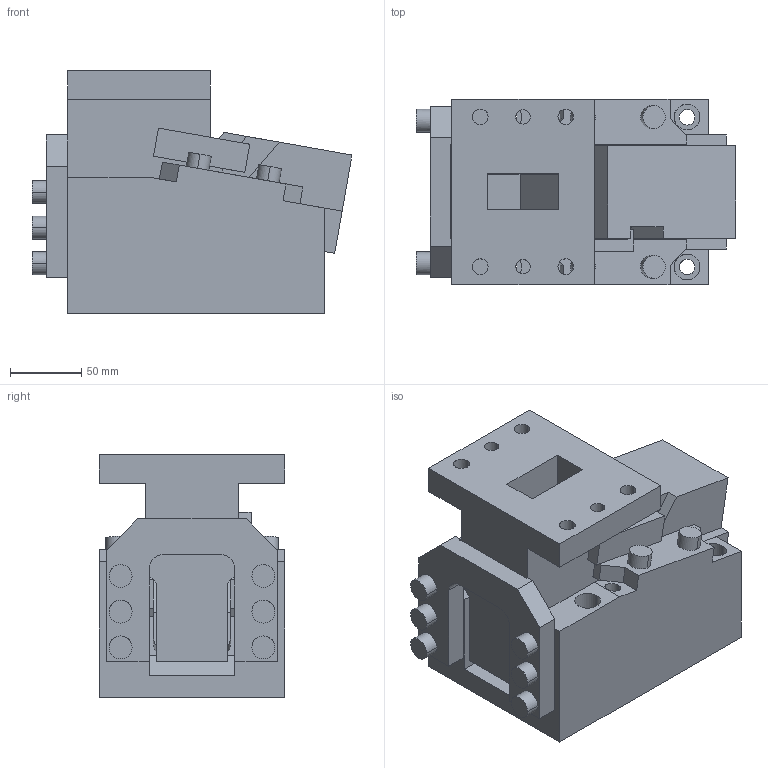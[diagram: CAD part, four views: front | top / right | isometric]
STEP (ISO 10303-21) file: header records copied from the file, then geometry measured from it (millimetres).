
FILE_DESCRIPTION(('CATIA V5 STEP Exchange'),'2;1');
FILE_NAME('CDCA_65_10_70.stp','2018-09-07T06:48:42+00:00',('none'),('none'),'CATIA Version 5 Release 20 GA (IN-10)','CATIA V5 STEP AP203','none');
FILE_SCHEMA(('CONFIG_CONTROL_DESIGN'));
Length unit declared in the file: millimetre
Products named in the file (1): CDCA_65_10_70
Bounding box: 224.27 x 130 x 170 mm (x, y, z)
Volume: 2765679.4 mm3; surface area: 303646.9 mm2
Topology: 3 solids, 3 shells, 201 faces, 511 edges, 338 vertices
Faces by surface type: plane 127, cylinder 74
Entity records: 6746 total; most frequent: CARTESIAN_POINT 1913, ORIENTED_EDGE 1022, DIRECTION 851, EDGE_CURVE 511, VECTOR 363, LINE 363, VERTEX_POINT 338, AXIS2_PLACEMENT_3D 297
